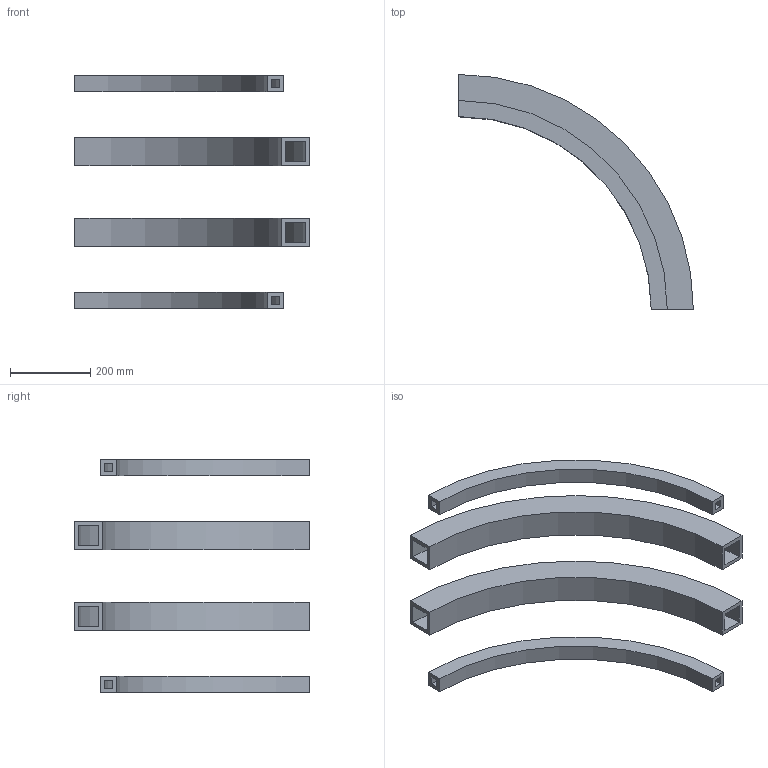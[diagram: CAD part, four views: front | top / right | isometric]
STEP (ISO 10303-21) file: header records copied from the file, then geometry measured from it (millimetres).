
FILE_DESCRIPTION(('Open CASCADE Model'),'2;1');
FILE_NAME('Open CASCADE Shape Model','2021-06-09T00:13:21',('Author'),( 'Open CASCADE'),'Open CASCADE STEP processor 7.5','Open CASCADE 7.5' ,'Unknown');
FILE_SCHEMA(('AUTOMOTIVE_DESIGN { 1 0 10303 214 1 1 1 1 }'));
Length unit declared in the file: millimetre
Products named in the file (5): CQ assembly; pf_coil_case; pf_coil_case_part; 1e3a48d6-c8af-11eb-820f-7085c2b1c2e1; 1e3a48d6-c8af-11eb-820f-7085c2b1c2e1_part
Assembly tree (4 placements, depth 4):
  CQ assembly
    pf_coil_case
      pf_coil_case_part
      1e3a48d6-c8af-11eb-820f-7085c2b1c2e1
        1e3a48d6-c8af-11eb-820f-7085c2b1c2e1_part
Bounding box: 585 x 585 x 580 mm (x, y, z)
Volume: 6031857.9 mm3; surface area: 1220771.6 mm2
Topology: 4 solids, 4 shells, 40 faces, 96 edges, 64 vertices
Faces by surface type: plane 24, cylinder 16
Entity records: 2542 total; most frequent: DIRECTION 410, CARTESIAN_POINT 397, LINE 224, VECTOR 224, ORIENTED_EDGE 192, PCURVE 192, DEFINITIONAL_REPRESENTATION 192, EDGE_CURVE 96
